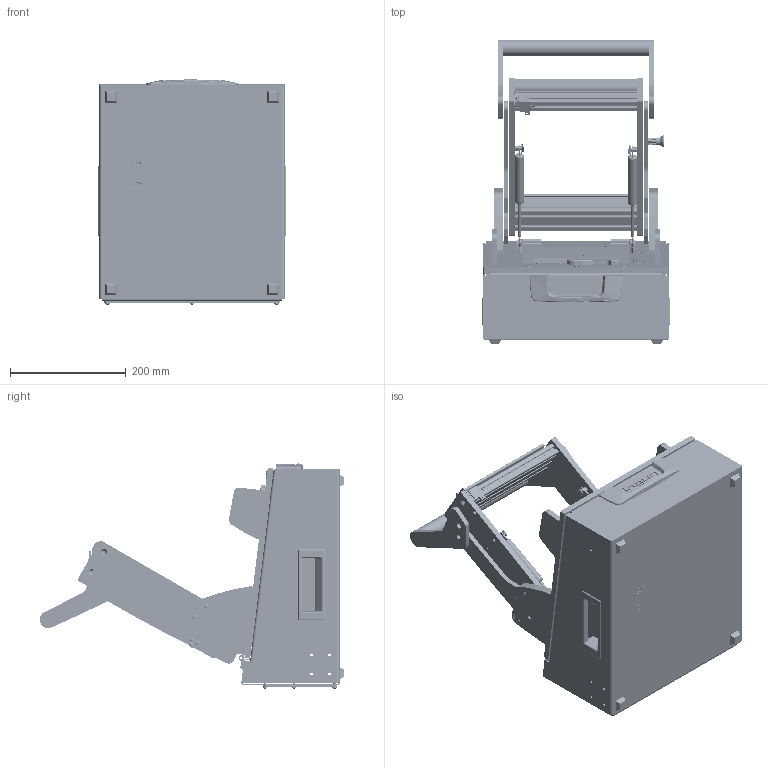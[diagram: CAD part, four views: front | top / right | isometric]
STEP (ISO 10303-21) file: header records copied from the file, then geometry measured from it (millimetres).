
FILE_DESCRIPTION (( 'STEP AP214' ), '1' );
FILE_NAME ('INGUN_34340_open.STEP', '2023-01-11T12:40:32', ( '' ), ( '' ), 'SwSTEP 2.0', 'SolidWorks 2021', '' );
FILE_SCHEMA (( 'AUTOMOTIVE_DESIGN' ));
Length unit declared in the file: millimetre
Products named in the file (92): DIN7991~n_M05,0x020; ISO7380~n_M03,0x005; 35649~1_S; 30758_02~0_S; 36201~3_S; 38786~1_Einbau max 185,5 <Standard>; 21332~0; DIN125~n_05,3 M05,0 Fase; 38564~0; 30955~0_S; 39892~7_KUNDE<S>; DIN125~n_04,3 M04,0; DIN6325~n_04,0m6x012; 111995~1_S; DIN912~n_M04,0x016; K_02038~0; 8804~0; ISO7380~n_M04,0x020; DIN7991~n_M03,0x016 VA; 53735~1_KUNDE<S>; 2281~0; 57801~2_S; 37189~1_S; 40518~3_S; 53032~0_S; 30915~0; DIN6325~n_04,0m6x014; 31767~3_S; 109947~0_KUNDE<S>; 34324~6; 40571~0_mit Lehre gebohrt<S>; DIN6325~n_02,0m6x020; DIN7991~n_M05,0x012; DIN6325~n_04,0m6x024; 30758_01~0_S; 39900~5_KUNDE offen<S>; 36176~0_S; 114566~0_S; DIN125~n_06,4 M06,0 Fase; 109946~0_KUNDE<S> ...
Assembly tree (185 placements, depth 6):
  INGUN_34340_open
    34330~3_S
      34324~6
      30758~0_S  x2
        30758_01~0_S
        30758_02~0_S
        38564~0
      20902~0
      21332~0
        21332_02~0
        21332_01~0
      31767~3_S
      2720~0  x4
      53032~0_S
      32171~0_S
      32462~0_S
      35334~0_S
      DIN7991~n_M05,0x012  x2
      DIN7991~n_M05,0x016
      8804~0
      DIN985-A2~n_M05,0  x3
      ISO7380~n_M04,0x012  x4
      DIN125~n_05,3 M05,0 Fase  x2
    39900~5_KUNDE offen<S>
      109759~1_offen<S>
        40515~11
        40518~3_S
        40565~5_S
        40519~6_S
        2281~0_180ø<Standard>  x2
          2281~0
        112064~0_S  x2
        53031~0_S
        35649~1_S
        37189~1_S
        31253~0_S
        30955~0_S
        30915~0
        ASR~asr_拱04,2x07x拌8  x2
        2528~0  x2
        31109~0
        36201~3_S
        114566~0_S  x2
          112087~1_S
            111995~1_S
            112086~2_S
            DIN125~n_05,3 M05,0 Fase
          49317~0
          DIN912~n_M04,0x016
          DIN125~n_04,3 M04,0
          DIN125~n_06,4 M06,0 Fase
        DIN7991~n_M05,0x016  x12
        DIN7991~n_M05,0x020  x6
        DIN125~n_05,3 M05,0 Fase  x4
        DIN985-A2~n_M05,0  x4
        DIN6325~n_04,0m6x024
        DIN6325~n_04,0m6x016  x2
        DIN7991~n_M03,0x016 VA  x2
        DIN912~n_M04,0x012
        DIN6325~n_02,0m6x020
Bounding box: 324.6 x 525.69 x 389.02 mm (x, y, z)
Volume: 3463766.3 mm3; surface area: 1870679.7 mm2
Topology: 187 solids, 187 shells, 5175 faces, 13178 edges, 8394 vertices
Faces by surface type: cylinder 2234, plane 1890, cone 641, bspline 223, sphere 96, torus 91
Entity records: 111429 total; most frequent: CARTESIAN_POINT 27088, DIRECTION 16926, ORIENTED_EDGE 15874, EDGE_CURVE 7937, AXIS2_PLACEMENT_3D 6324, VERTEX_POINT 5111, VECTOR 4278, LINE 4278
